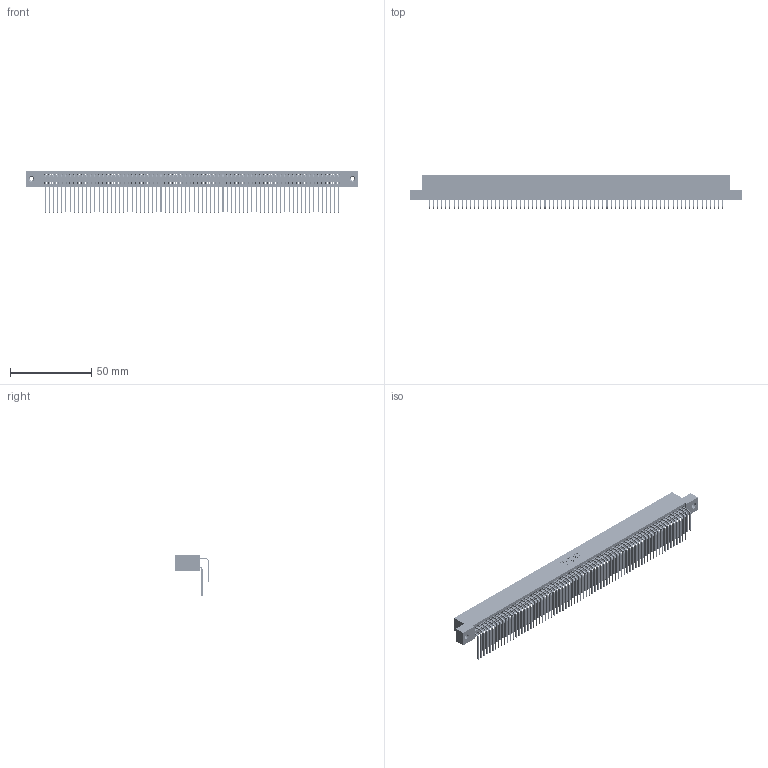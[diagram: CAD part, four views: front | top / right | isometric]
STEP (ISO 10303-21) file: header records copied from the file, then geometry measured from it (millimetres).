
FILE_DESCRIPTION (( 'STEP AP203' ), '1' );
FILE_NAME ('345-144-559-208.STEP', '2018-10-22T19:21:04', ( '' ), ( '' ), 'SwSTEP 2.0', 'SolidWorks 2016', '' );
FILE_SCHEMA (( 'CONFIG_CONTROL_DESIGN' ));
Length unit declared in the file: inch
Products named in the file (5): 345 Part_Flush Mounting Lugs - 0.156 Dia-TI; 345-250-001_345-250-003-102; 345-144-559-208; 345-292-001_558 559 Tail - 1; 345-292-001_559 Tail - 2
Assembly tree (147 placements, depth 2):
  345-144-559-208
    345 Part_Flush Mounting Lugs - 0.156 Dia-TI
    345-292-001_558 559 Tail - 1  x72
    345-292-001_559 Tail - 2  x72
    345-250-001_345-250-003-102  x2
Bounding box: 204.09 x 20.56 x 25.53 mm (x, y, z)
Volume: 20928.1 mm3; surface area: 35435.9 mm2
Topology: 147 solids, 147 shells, 7674 faces, 22797 edges, 14998 vertices
Faces by surface type: plane 5152, cylinder 2506, cone 12, torus 4
Entity records: 55292 total; most frequent: CARTESIAN_POINT 9266, ORIENTED_EDGE 9142, DIRECTION 8133, EDGE_CURVE 4571, VECTOR 4091, LINE 4091, VERTEX_POINT 3040, AXIS2_PLACEMENT_3D 2021
